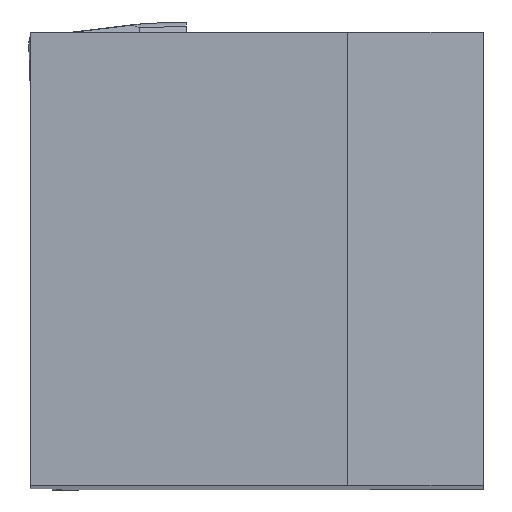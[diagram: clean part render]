
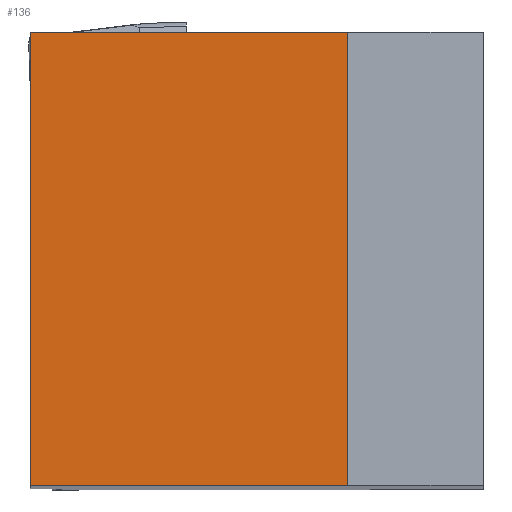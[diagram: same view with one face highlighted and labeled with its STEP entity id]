
A CAD part, top view. The second image highlights one B-rep face of the part: STEP entity #136.
In plain terms, the highlighted planar face has unit normal (0, 0, 1).
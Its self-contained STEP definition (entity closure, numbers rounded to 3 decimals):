
#136=ADVANCED_FACE('',(#209),#176,.T.);
#176=PLANE('',#923);
#209=FACE_OUTER_BOUND('',#245,.T.);
#245=EDGE_LOOP('',(#326,#327,#328,#329));
#326=ORIENTED_EDGE('',*,*,#590,.F.);
#327=ORIENTED_EDGE('',*,*,#596,.F.);
#328=ORIENTED_EDGE('',*,*,#579,.F.);
#329=ORIENTED_EDGE('',*,*,#595,.F.);
#506=VERTEX_POINT('',#1235);
#507=VERTEX_POINT('',#1237);
#516=VERTEX_POINT('',#1257);
#517=VERTEX_POINT('',#1259);
#579=EDGE_CURVE('',#506,#507,#683,.T.);
#590=EDGE_CURVE('',#516,#517,#694,.T.);
#595=EDGE_CURVE('',#517,#506,#699,.T.);
#596=EDGE_CURVE('',#507,#516,#700,.T.);
#683=LINE('',#1236,#772);
#694=LINE('',#1258,#783);
#699=LINE('',#1266,#788);
#700=LINE('',#1268,#789);
#772=VECTOR('',#1009,1.);
#783=VECTOR('',#1022,1.);
#788=VECTOR('',#1031,1.);
#789=VECTOR('',#1034,1.);
#923=AXIS2_PLACEMENT_3D('',#1269,#1035,#1036);
#1009=DIRECTION('',(1.,0.,0.));
#1022=DIRECTION('',(-1.,0.,0.));
#1031=DIRECTION('',(0.,1.,0.));
#1034=DIRECTION('',(0.,-1.,0.));
#1035=DIRECTION('',(0.,0.,1.));
#1036=DIRECTION('',(-1.,0.,0.));
#1235=CARTESIAN_POINT('',(0.,10.,0.));
#1236=CARTESIAN_POINT('',(10.,10.,0.));
#1237=CARTESIAN_POINT('',(7.,10.,0.));
#1257=CARTESIAN_POINT('',(7.,0.,0.));
#1258=CARTESIAN_POINT('',(0.,0.,0.));
#1259=CARTESIAN_POINT('',(0.,0.,0.));
#1266=CARTESIAN_POINT('',(0.,10.,0.));
#1268=CARTESIAN_POINT('',(7.,10.,0.));
#1269=CARTESIAN_POINT('',(0.,10.,0.));
